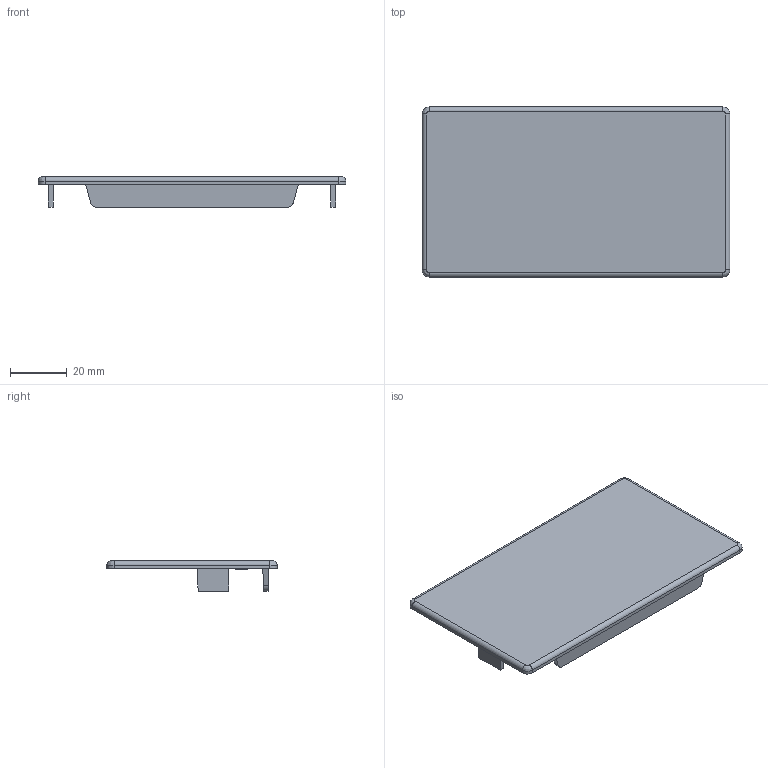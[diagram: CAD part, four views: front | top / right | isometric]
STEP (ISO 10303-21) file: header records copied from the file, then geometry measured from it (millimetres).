
FILE_DESCRIPTION((''),'2;1');
FILE_NAME('6183824','2012-11-20T',('AndreasKeweloh'),(''),'PRO/ENGINEER BY PARAMETRIC TECHNOLOGY CORPORATION, 2012230','PRO/ENGINEER BY PARAMETRIC TECHNOLOGY CORPORATION, 2012230','');
FILE_SCHEMA(('CONFIG_CONTROL_DESIGN'));
Products named in the file (1): 6183824
Bounding box: 108.5 x 60 x 10.7 mm (x, y, z)
Volume: 18814.2 mm3; surface area: 15298.6 mm2
Topology: 1 solids, 1 shells, 1684 faces, 4857 edges, 3235 vertices
Faces by surface type: plane 1666, cylinder 14, bspline 4
Entity records: 54805 total; most frequent: CARTESIAN_POINT 11708, ORIENTED_EDGE 9714, DIRECTION 7622, EDGE_CURVE 4857, VECTOR 4206, LINE 4206, VERTEX_POINT 3235, EDGE_LOOP 1744
